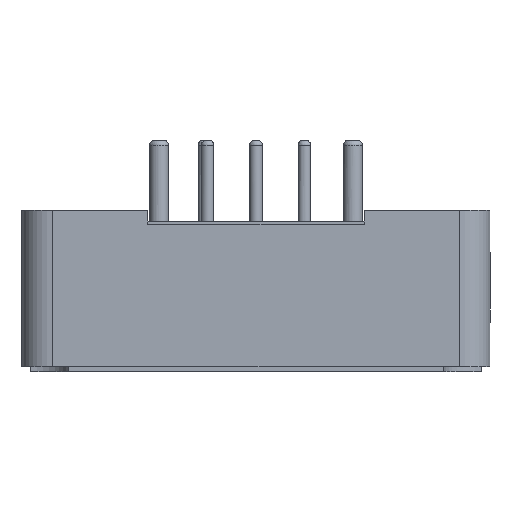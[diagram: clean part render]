
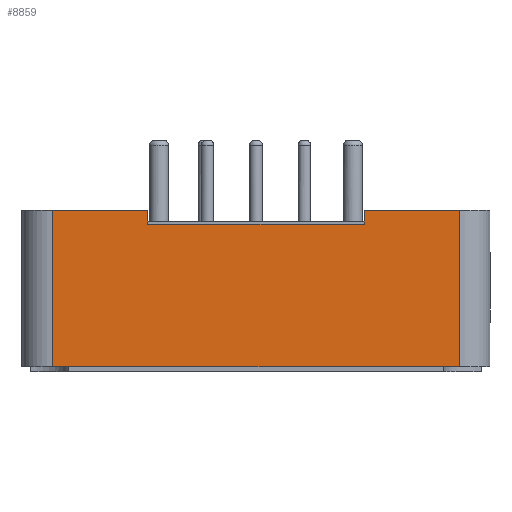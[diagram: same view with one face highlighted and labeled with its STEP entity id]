
A CAD part, front view. The second image highlights one B-rep face of the part: STEP entity #8859.
In plain terms, the highlighted planar face has unit normal (0, -1, 0).
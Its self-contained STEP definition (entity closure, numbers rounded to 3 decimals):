
#926=VECTOR('',#11294,1.);
#930=VECTOR('',#11303,1.);
#937=VECTOR('',#11318,1.);
#962=VECTOR('',#11369,1.);
#963=VECTOR('',#11373,1.);
#970=VECTOR('',#11397,1.);
#971=VECTOR('',#11400,1.);
#972=VECTOR('',#11402,1.);
#1821=LINE('',#14549,#926);
#1825=LINE('',#14561,#930);
#1832=LINE('',#14581,#937);
#1857=LINE('',#14647,#962);
#1858=LINE('',#14651,#963);
#1865=LINE('',#14676,#970);
#1866=LINE('',#14678,#971);
#1867=LINE('',#14680,#972);
#2197=PLANE('',#9542);
#2937=VERTEX_POINT('',#14548);
#2938=VERTEX_POINT('',#14550);
#2942=VERTEX_POINT('',#14560);
#2943=VERTEX_POINT('',#14562);
#2950=VERTEX_POINT('',#14580);
#2973=VERTEX_POINT('',#14644);
#2974=VERTEX_POINT('',#14646);
#2976=VERTEX_POINT('',#14652);
#4400=EDGE_CURVE('',#2938,#2937,#1821,.T.);
#4406=EDGE_CURVE('',#2943,#2942,#1825,.T.);
#4416=EDGE_CURVE('',#2942,#2950,#1832,.T.);
#4450=EDGE_CURVE('',#2974,#2973,#1857,.T.);
#4452=EDGE_CURVE('',#2976,#2973,#1858,.T.);
#4467=EDGE_CURVE('',#2974,#2943,#1865,.T.);
#4468=EDGE_CURVE('',#2976,#2937,#1866,.T.);
#4469=EDGE_CURVE('',#2950,#2938,#1867,.T.);
#6721=ORIENTED_EDGE('',*,*,#4468,.F.);
#6722=ORIENTED_EDGE('',*,*,#4452,.T.);
#6723=ORIENTED_EDGE('',*,*,#4450,.F.);
#6724=ORIENTED_EDGE('',*,*,#4467,.T.);
#6725=ORIENTED_EDGE('',*,*,#4406,.T.);
#6726=ORIENTED_EDGE('',*,*,#4416,.T.);
#6727=ORIENTED_EDGE('',*,*,#4469,.T.);
#6728=ORIENTED_EDGE('',*,*,#4400,.T.);
#7586=EDGE_LOOP('',(#6721,#6722,#6723,#6724,#6725,#6726,#6727,#6728));
#8273=FACE_BOUND('',#7586,.T.);
#8859=ADVANCED_FACE('',(#8273),#2197,.T.);
#9542=AXIS2_PLACEMENT_3D('',#14679,#11401,$);
#11294=DIRECTION('',(1.,0.,0.));
#11303=DIRECTION('',(0.,0.,1.));
#11318=DIRECTION('',(-1.,0.,0.));
#11369=DIRECTION('',(0.,0.,1.));
#11373=DIRECTION('',(-1.,0.,0.));
#11397=DIRECTION('',(-1.,0.,0.));
#11400=DIRECTION('',(0.,0.,-1.));
#11401=DIRECTION('',(0.,-1.,0.));
#11402=DIRECTION('',(0.,0.,-1.));
#14548=CARTESIAN_POINT('',(16.,-28.955,0.4));
#14549=CARTESIAN_POINT('',(-16.,-28.955,0.4));
#14550=CARTESIAN_POINT('',(-16.,-28.955,0.4));
#14560=CARTESIAN_POINT('',(-8.506,-28.955,12.7));
#14561=CARTESIAN_POINT('',(-8.506,-28.955,11.6));
#14562=CARTESIAN_POINT('',(-8.506,-28.955,11.6));
#14580=CARTESIAN_POINT('',(-16.,-28.955,12.7));
#14581=CARTESIAN_POINT('',(-8.506,-28.955,12.7));
#14644=CARTESIAN_POINT('',(8.506,-28.955,12.7));
#14646=CARTESIAN_POINT('',(8.506,-28.955,11.6));
#14647=CARTESIAN_POINT('',(8.506,-28.955,11.6));
#14651=CARTESIAN_POINT('',(8.506,-28.955,12.7));
#14652=CARTESIAN_POINT('',(16.,-28.955,12.7));
#14676=CARTESIAN_POINT('',(-16.,-28.955,11.6));
#14678=CARTESIAN_POINT('',(16.,-28.955,1.2));
#14679=CARTESIAN_POINT('',(0.,-28.955,1.2));
#14680=CARTESIAN_POINT('',(-16.,-28.955,1.2));
